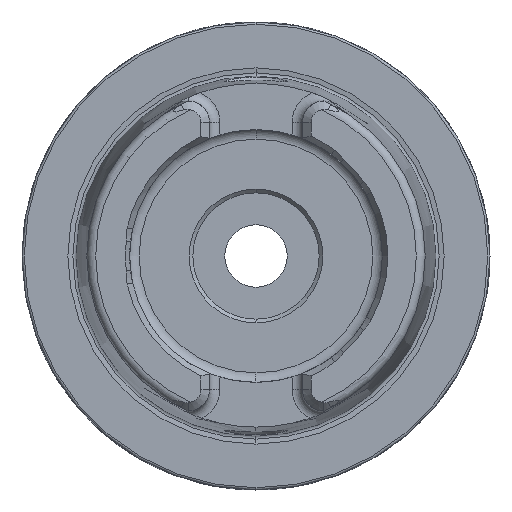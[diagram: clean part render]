
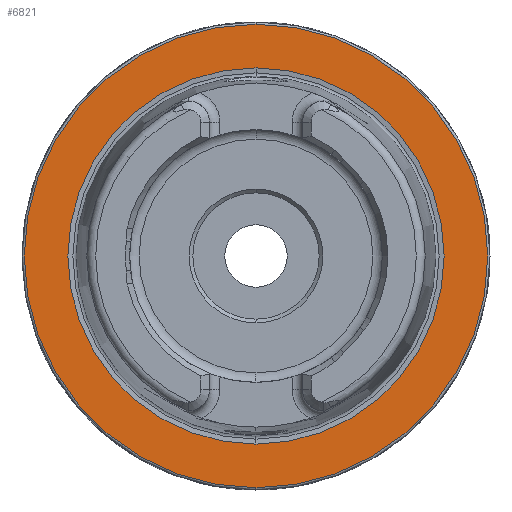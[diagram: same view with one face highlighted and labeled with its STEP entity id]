
A CAD part, left-side view. The second image highlights one B-rep face of the part: STEP entity #6821.
In plain terms, the highlighted planar face has unit normal (-1, 0, 0).
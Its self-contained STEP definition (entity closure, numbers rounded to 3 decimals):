
#608 = EDGE_LOOP ( 'NONE', ( #646, #647 ) ) ;
#615 = EDGE_LOOP ( 'NONE', ( #648, #649 ) ) ;
#646 = ORIENTED_EDGE ( 'NONE', *, *, #7041, .F. ) ;
#647 = ORIENTED_EDGE ( 'NONE', *, *, #7207, .F. ) ;
#648 = ORIENTED_EDGE ( 'NONE', *, *, #7203, .T. ) ;
#649 = ORIENTED_EDGE ( 'NONE', *, *, #7088, .T. ) ;
#1737 = FACE_OUTER_BOUND ( 'NONE', #615, .T. ) ;
#1739 = FACE_BOUND ( 'NONE', #608, .T. ) ;
#1955 = CARTESIAN_POINT ( 'NONE',  ( 0., 31.2, 0. ) ) ;
#1958 = PLANE ( 'NONE',  #7734 ) ;
#1960 = DIRECTION ( 'NONE',  ( 1., 0., 0. ) ) ;
#1961 = DIRECTION ( 'NONE',  ( 0., 0., -1. ) ) ;
#3138 = CIRCLE ( 'NONE', #7856, 25.324 ) ;
#3398 = CARTESIAN_POINT ( 'NONE',  ( 0., 0., 0. ) ) ;
#3399 = DIRECTION ( 'NONE',  ( -1., 0., 0. ) ) ;
#3400 = DIRECTION ( 'NONE',  ( 0., 0., 1. ) ) ;
#3555 = CIRCLE ( 'NONE', #7875, 31.2 ) ;
#3663 = CIRCLE ( 'NONE', #7922, 31.2 ) ;
#3666 = CIRCLE ( 'NONE', #7925, 25.324 ) ;
#3757 = CARTESIAN_POINT ( 'NONE',  ( 0., 0., 0. ) ) ;
#3758 = DIRECTION ( 'NONE',  ( -1., 0., 0. ) ) ;
#3759 = DIRECTION ( 'NONE',  ( 0., 0., 1. ) ) ;
#4641 = CARTESIAN_POINT ( 'NONE',  ( 0., 0., 0. ) ) ;
#4642 = DIRECTION ( 'NONE',  ( -1., 0., 0. ) ) ;
#4643 = DIRECTION ( 'NONE',  ( 0., 0., 1. ) ) ;
#4652 = CARTESIAN_POINT ( 'NONE',  ( 0., 0., 0. ) ) ;
#4653 = DIRECTION ( 'NONE',  ( -1., 0., 0. ) ) ;
#4654 = DIRECTION ( 'NONE',  ( 0., 0., 1. ) ) ;
#6373 = CARTESIAN_POINT ( 'NONE',  ( 0., 0., -31.2 ) ) ;
#6378 = CARTESIAN_POINT ( 'NONE',  ( 0., 0., 31.2 ) ) ;
#6381 = CARTESIAN_POINT ( 'NONE',  ( 0., 0., -25.324 ) ) ;
#6382 = CARTESIAN_POINT ( 'NONE',  ( 0., 0., 25.324 ) ) ;
#6821 = ADVANCED_FACE ( 'NONE', ( #1739, #1737 ), #1958, .F. ) ;
#7041 = EDGE_CURVE ( 'NONE', #8432, #8431, #3138, .T. ) ;
#7088 = EDGE_CURVE ( 'NONE', #8427, #8426, #3555, .T. ) ;
#7203 = EDGE_CURVE ( 'NONE', #8426, #8427, #3663, .T. ) ;
#7207 = EDGE_CURVE ( 'NONE', #8431, #8432, #3666, .T. ) ;
#7734 = AXIS2_PLACEMENT_3D ( 'NONE', #1955, #1960, #1961 ) ;
#7856 = AXIS2_PLACEMENT_3D ( 'NONE', #3398, #3399, #3400 ) ;
#7875 = AXIS2_PLACEMENT_3D ( 'NONE', #3757, #3758, #3759 ) ;
#7922 = AXIS2_PLACEMENT_3D ( 'NONE', #4641, #4642, #4643 ) ;
#7925 = AXIS2_PLACEMENT_3D ( 'NONE', #4652, #4653, #4654 ) ;
#8426 = VERTEX_POINT ( 'NONE', #6378 ) ;
#8427 = VERTEX_POINT ( 'NONE', #6373 ) ;
#8431 = VERTEX_POINT ( 'NONE', #6381 ) ;
#8432 = VERTEX_POINT ( 'NONE', #6382 ) ;
